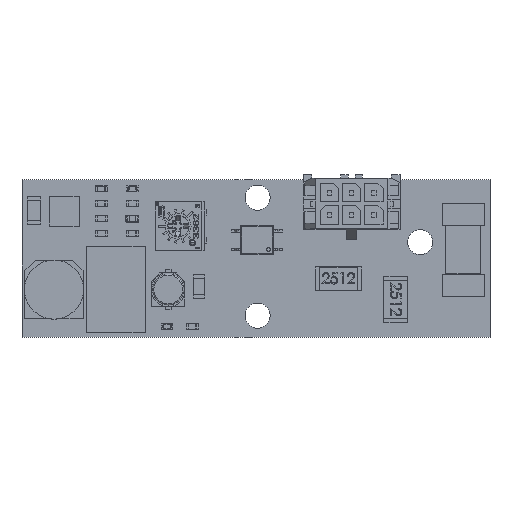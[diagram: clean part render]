
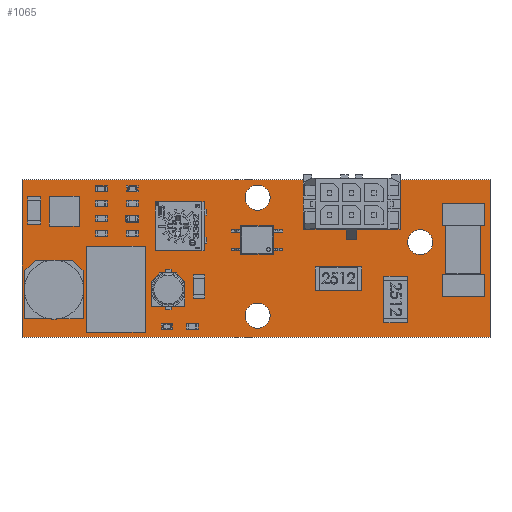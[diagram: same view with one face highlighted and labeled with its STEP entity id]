
A CAD part, top view. The second image highlights one B-rep face of the part: STEP entity #1065.
In plain terms, the highlighted planar face has unit normal (0, 0, 1).
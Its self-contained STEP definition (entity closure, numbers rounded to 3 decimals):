
#180 = VERTEX_POINT('',#181);
#181 = CARTESIAN_POINT('',(0.026,0.053,
    0.411));
#187 = EDGE_CURVE('',#180,#188,#190,.T.);
#188 = VERTEX_POINT('',#189);
#189 = CARTESIAN_POINT('',(63.461,0.053,0.411)
  );
#190 = LINE('',#191,#192);
#191 = CARTESIAN_POINT('',(0.026,0.053,
    0.411));
#192 = VECTOR('',#193,1.);
#193 = DIRECTION('',(1.,0.,0.));
#218 = EDGE_CURVE('',#188,#219,#221,.T.);
#219 = VERTEX_POINT('',#220);
#220 = CARTESIAN_POINT('',(63.461,21.453,0.411));
#221 = LINE('',#222,#223);
#222 = CARTESIAN_POINT('',(63.461,0.053,0.411)
  );
#223 = VECTOR('',#224,1.);
#224 = DIRECTION('',(0.,1.,0.));
#249 = EDGE_CURVE('',#219,#250,#252,.T.);
#250 = VERTEX_POINT('',#251);
#251 = CARTESIAN_POINT('',(0.026,21.453,0.411));
#252 = LINE('',#253,#254);
#253 = CARTESIAN_POINT('',(63.461,21.453,0.411));
#254 = VECTOR('',#255,1.);
#255 = DIRECTION('',(-1.,0.,0.));
#280 = EDGE_CURVE('',#250,#180,#281,.T.);
#281 = LINE('',#282,#283);
#282 = CARTESIAN_POINT('',(0.026,21.453,0.411));
#283 = VECTOR('',#284,1.);
#284 = DIRECTION('',(0.,-1.,0.));
#304 = VERTEX_POINT('',#305);
#305 = CARTESIAN_POINT('',(14.818,3.993,0.411));
#311 = EDGE_CURVE('',#304,#304,#312,.T.);
#312 = CIRCLE('',#313,0.6);
#313 = AXIS2_PLACEMENT_3D('',#314,#315,#316);
#314 = CARTESIAN_POINT('',(14.218,3.993,0.411));
#315 = DIRECTION('',(0.,0.,1.));
#316 = DIRECTION('',(1.,0.,0.));
#337 = VERTEX_POINT('',#338);
#338 = CARTESIAN_POINT('',(14.818,6.533,0.411));
#344 = EDGE_CURVE('',#337,#337,#345,.T.);
#345 = CIRCLE('',#346,0.6);
#346 = AXIS2_PLACEMENT_3D('',#347,#348,#349);
#347 = CARTESIAN_POINT('',(14.218,6.533,0.411));
#348 = DIRECTION('',(0.,0.,1.));
#349 = DIRECTION('',(1.,0.,0.));
#370 = VERTEX_POINT('',#371);
#371 = CARTESIAN_POINT('',(14.818,9.073,0.411));
#377 = EDGE_CURVE('',#370,#370,#378,.T.);
#378 = CIRCLE('',#379,0.6);
#379 = AXIS2_PLACEMENT_3D('',#380,#381,#382);
#380 = CARTESIAN_POINT('',(14.218,9.073,0.411));
#381 = DIRECTION('',(0.,0.,1.));
#382 = DIRECTION('',(1.,0.,0.));
#403 = VERTEX_POINT('',#404);
#404 = CARTESIAN_POINT('',(19.241,15.113,0.411));
#410 = EDGE_CURVE('',#403,#403,#411,.T.);
#411 = CIRCLE('',#412,0.318);
#412 = AXIS2_PLACEMENT_3D('',#413,#414,#415);
#413 = CARTESIAN_POINT('',(18.923,15.113,0.411));
#414 = DIRECTION('',(0.,0.,1.));
#415 = DIRECTION('',(1.,0.,0.));
#436 = VERTEX_POINT('',#437);
#437 = CARTESIAN_POINT('',(21.781,12.573,0.411));
#443 = EDGE_CURVE('',#436,#436,#444,.T.);
#444 = CIRCLE('',#445,0.318);
#445 = AXIS2_PLACEMENT_3D('',#446,#447,#448);
#446 = CARTESIAN_POINT('',(21.463,12.573,0.411));
#447 = DIRECTION('',(0.,0.,1.));
#448 = DIRECTION('',(1.,0.,0.));
#469 = VERTEX_POINT('',#470);
#470 = CARTESIAN_POINT('',(5.181,16.18,0.411));
#476 = EDGE_CURVE('',#469,#469,#477,.T.);
#477 = CIRCLE('',#478,0.45);
#478 = AXIS2_PLACEMENT_3D('',#479,#480,#481);
#479 = CARTESIAN_POINT('',(4.731,16.18,0.411));
#480 = DIRECTION('',(0.,0.,1.));
#481 = DIRECTION('',(1.,0.,0.));
#502 = VERTEX_POINT('',#503);
#503 = CARTESIAN_POINT('',(5.181,18.18,0.411));
#509 = EDGE_CURVE('',#502,#502,#510,.T.);
#510 = CIRCLE('',#511,0.45);
#511 = AXIS2_PLACEMENT_3D('',#512,#513,#514);
#512 = CARTESIAN_POINT('',(4.731,18.18,0.411));
#513 = DIRECTION('',(0.,0.,1.));
#514 = DIRECTION('',(1.,0.,0.));
#535 = VERTEX_POINT('',#536);
#536 = CARTESIAN_POINT('',(7.181,16.18,0.411));
#542 = EDGE_CURVE('',#535,#535,#543,.T.);
#543 = CIRCLE('',#544,0.45);
#544 = AXIS2_PLACEMENT_3D('',#545,#546,#547);
#545 = CARTESIAN_POINT('',(6.731,16.18,0.411));
#546 = DIRECTION('',(0.,0.,1.));
#547 = DIRECTION('',(1.,0.,0.));
#568 = VERTEX_POINT('',#569);
#569 = CARTESIAN_POINT('',(7.181,18.18,0.411));
#575 = EDGE_CURVE('',#568,#568,#576,.T.);
#576 = CIRCLE('',#577,0.45);
#577 = AXIS2_PLACEMENT_3D('',#578,#579,#580);
#578 = CARTESIAN_POINT('',(6.731,18.18,0.411));
#579 = DIRECTION('',(0.,0.,1.));
#580 = DIRECTION('',(1.,0.,0.));
#601 = VERTEX_POINT('',#602);
#602 = CARTESIAN_POINT('',(21.781,17.653,0.411));
#608 = EDGE_CURVE('',#601,#601,#609,.T.);
#609 = CIRCLE('',#610,0.318);
#610 = AXIS2_PLACEMENT_3D('',#611,#612,#613);
#611 = CARTESIAN_POINT('',(21.463,17.653,0.411));
#612 = DIRECTION('',(0.,0.,1.));
#613 = DIRECTION('',(1.,0.,0.));
#634 = VERTEX_POINT('',#635);
#635 = CARTESIAN_POINT('',(33.663,3.001,0.411));
#641 = EDGE_CURVE('',#634,#634,#642,.T.);
#642 = CIRCLE('',#643,1.7);
#643 = AXIS2_PLACEMENT_3D('',#644,#645,#646);
#644 = CARTESIAN_POINT('',(31.963,3.001,0.411));
#645 = DIRECTION('',(0.,0.,1.));
#646 = DIRECTION('',(1.,0.,0.));
#667 = VERTEX_POINT('',#668);
#668 = CARTESIAN_POINT('',(39.214,15.697,0.411));
#674 = EDGE_CURVE('',#667,#667,#675,.T.);
#675 = CIRCLE('',#676,0.51);
#676 = AXIS2_PLACEMENT_3D('',#677,#678,#679);
#677 = CARTESIAN_POINT('',(38.704,15.697,0.411));
#678 = DIRECTION('',(0.,0.,1.));
#679 = DIRECTION('',(1.,0.,0.));
#700 = VERTEX_POINT('',#701);
#701 = CARTESIAN_POINT('',(55.7,12.96,0.411));
#707 = EDGE_CURVE('',#700,#700,#708,.T.);
#708 = CIRCLE('',#709,1.7);
#709 = AXIS2_PLACEMENT_3D('',#710,#711,#712);
#710 = CARTESIAN_POINT('',(54.,12.96,0.411));
#711 = DIRECTION('',(0.,0.,1.));
#712 = DIRECTION('',(1.,0.,0.));
#733 = VERTEX_POINT('',#734);
#734 = CARTESIAN_POINT('',(42.214,16.637,0.411));
#740 = EDGE_CURVE('',#733,#733,#741,.T.);
#741 = CIRCLE('',#742,0.51);
#742 = AXIS2_PLACEMENT_3D('',#743,#744,#745);
#743 = CARTESIAN_POINT('',(41.704,16.637,0.411));
#744 = DIRECTION('',(0.,0.,1.));
#745 = DIRECTION('',(1.,0.,0.));
#766 = VERTEX_POINT('',#767);
#767 = CARTESIAN_POINT('',(51.214,15.697,0.411));
#773 = EDGE_CURVE('',#766,#766,#774,.T.);
#774 = CIRCLE('',#775,0.51);
#775 = AXIS2_PLACEMENT_3D('',#776,#777,#778);
#776 = CARTESIAN_POINT('',(50.704,15.697,0.411));
#777 = DIRECTION('',(0.,0.,1.));
#778 = DIRECTION('',(1.,0.,0.));
#799 = VERTEX_POINT('',#800);
#800 = CARTESIAN_POINT('',(45.214,16.637,0.411));
#806 = EDGE_CURVE('',#799,#799,#807,.T.);
#807 = CIRCLE('',#808,0.51);
#808 = AXIS2_PLACEMENT_3D('',#809,#810,#811);
#809 = CARTESIAN_POINT('',(44.704,16.637,0.411));
#810 = DIRECTION('',(0.,0.,1.));
#811 = DIRECTION('',(1.,0.,0.));
#832 = VERTEX_POINT('',#833);
#833 = CARTESIAN_POINT('',(33.663,18.991,0.411));
#839 = EDGE_CURVE('',#832,#832,#840,.T.);
#840 = CIRCLE('',#841,1.7);
#841 = AXIS2_PLACEMENT_3D('',#842,#843,#844);
#842 = CARTESIAN_POINT('',(31.963,18.991,0.411));
#843 = DIRECTION('',(0.,0.,1.));
#844 = DIRECTION('',(1.,0.,0.));
#865 = VERTEX_POINT('',#866);
#866 = CARTESIAN_POINT('',(42.214,19.637,0.411));
#872 = EDGE_CURVE('',#865,#865,#873,.T.);
#873 = CIRCLE('',#874,0.51);
#874 = AXIS2_PLACEMENT_3D('',#875,#876,#877);
#875 = CARTESIAN_POINT('',(41.704,19.637,0.411));
#876 = DIRECTION('',(0.,0.,1.));
#877 = DIRECTION('',(1.,0.,0.));
#898 = VERTEX_POINT('',#899);
#899 = CARTESIAN_POINT('',(48.214,16.637,0.411));
#905 = EDGE_CURVE('',#898,#898,#906,.T.);
#906 = CIRCLE('',#907,0.51);
#907 = AXIS2_PLACEMENT_3D('',#908,#909,#910);
#908 = CARTESIAN_POINT('',(47.704,16.637,0.411));
#909 = DIRECTION('',(0.,0.,1.));
#910 = DIRECTION('',(1.,0.,0.));
#931 = VERTEX_POINT('',#932);
#932 = CARTESIAN_POINT('',(45.214,19.637,0.411));
#938 = EDGE_CURVE('',#931,#931,#939,.T.);
#939 = CIRCLE('',#940,0.51);
#940 = AXIS2_PLACEMENT_3D('',#941,#942,#943);
#941 = CARTESIAN_POINT('',(44.704,19.637,0.411));
#942 = DIRECTION('',(0.,0.,1.));
#943 = DIRECTION('',(1.,0.,0.));
#964 = VERTEX_POINT('',#965);
#965 = CARTESIAN_POINT('',(48.214,19.637,0.411));
#971 = EDGE_CURVE('',#964,#964,#972,.T.);
#972 = CIRCLE('',#973,0.51);
#973 = AXIS2_PLACEMENT_3D('',#974,#975,#976);
#974 = CARTESIAN_POINT('',(47.704,19.637,0.411));
#975 = DIRECTION('',(0.,0.,1.));
#976 = DIRECTION('',(1.,0.,0.));
#1065 = ADVANCED_FACE('',(#1066,#1072,#1075,#1078,#1081,#1084,#1087,
    #1090,#1093,#1096,#1099,#1102,#1105,#1108,#1111,#1114,#1117,#1120,
    #1123,#1126,#1129,#1132),#1135,.F.);
#1066 = FACE_BOUND('',#1067,.T.);
#1067 = EDGE_LOOP('',(#1068,#1069,#1070,#1071));
#1068 = ORIENTED_EDGE('',*,*,#187,.T.);
#1069 = ORIENTED_EDGE('',*,*,#218,.T.);
#1070 = ORIENTED_EDGE('',*,*,#249,.T.);
#1071 = ORIENTED_EDGE('',*,*,#280,.T.);
#1072 = FACE_BOUND('',#1073,.F.);
#1073 = EDGE_LOOP('',(#1074));
#1074 = ORIENTED_EDGE('',*,*,#311,.T.);
#1075 = FACE_BOUND('',#1076,.F.);
#1076 = EDGE_LOOP('',(#1077));
#1077 = ORIENTED_EDGE('',*,*,#344,.T.);
#1078 = FACE_BOUND('',#1079,.F.);
#1079 = EDGE_LOOP('',(#1080));
#1080 = ORIENTED_EDGE('',*,*,#377,.T.);
#1081 = FACE_BOUND('',#1082,.F.);
#1082 = EDGE_LOOP('',(#1083));
#1083 = ORIENTED_EDGE('',*,*,#410,.T.);
#1084 = FACE_BOUND('',#1085,.F.);
#1085 = EDGE_LOOP('',(#1086));
#1086 = ORIENTED_EDGE('',*,*,#443,.T.);
#1087 = FACE_BOUND('',#1088,.F.);
#1088 = EDGE_LOOP('',(#1089));
#1089 = ORIENTED_EDGE('',*,*,#476,.T.);
#1090 = FACE_BOUND('',#1091,.F.);
#1091 = EDGE_LOOP('',(#1092));
#1092 = ORIENTED_EDGE('',*,*,#509,.T.);
#1093 = FACE_BOUND('',#1094,.F.);
#1094 = EDGE_LOOP('',(#1095));
#1095 = ORIENTED_EDGE('',*,*,#542,.T.);
#1096 = FACE_BOUND('',#1097,.F.);
#1097 = EDGE_LOOP('',(#1098));
#1098 = ORIENTED_EDGE('',*,*,#575,.T.);
#1099 = FACE_BOUND('',#1100,.F.);
#1100 = EDGE_LOOP('',(#1101));
#1101 = ORIENTED_EDGE('',*,*,#608,.T.);
#1102 = FACE_BOUND('',#1103,.F.);
#1103 = EDGE_LOOP('',(#1104));
#1104 = ORIENTED_EDGE('',*,*,#641,.T.);
#1105 = FACE_BOUND('',#1106,.F.);
#1106 = EDGE_LOOP('',(#1107));
#1107 = ORIENTED_EDGE('',*,*,#674,.T.);
#1108 = FACE_BOUND('',#1109,.F.);
#1109 = EDGE_LOOP('',(#1110));
#1110 = ORIENTED_EDGE('',*,*,#707,.T.);
#1111 = FACE_BOUND('',#1112,.F.);
#1112 = EDGE_LOOP('',(#1113));
#1113 = ORIENTED_EDGE('',*,*,#740,.T.);
#1114 = FACE_BOUND('',#1115,.F.);
#1115 = EDGE_LOOP('',(#1116));
#1116 = ORIENTED_EDGE('',*,*,#773,.T.);
#1117 = FACE_BOUND('',#1118,.F.);
#1118 = EDGE_LOOP('',(#1119));
#1119 = ORIENTED_EDGE('',*,*,#806,.T.);
#1120 = FACE_BOUND('',#1121,.F.);
#1121 = EDGE_LOOP('',(#1122));
#1122 = ORIENTED_EDGE('',*,*,#839,.T.);
#1123 = FACE_BOUND('',#1124,.F.);
#1124 = EDGE_LOOP('',(#1125));
#1125 = ORIENTED_EDGE('',*,*,#872,.T.);
#1126 = FACE_BOUND('',#1127,.F.);
#1127 = EDGE_LOOP('',(#1128));
#1128 = ORIENTED_EDGE('',*,*,#905,.T.);
#1129 = FACE_BOUND('',#1130,.F.);
#1130 = EDGE_LOOP('',(#1131));
#1131 = ORIENTED_EDGE('',*,*,#938,.T.);
#1132 = FACE_BOUND('',#1133,.F.);
#1133 = EDGE_LOOP('',(#1134));
#1134 = ORIENTED_EDGE('',*,*,#971,.T.);
#1135 = PLANE('',#1136);
#1136 = AXIS2_PLACEMENT_3D('',#1137,#1138,#1139);
#1137 = CARTESIAN_POINT('',(0.026,0.053,
    0.411));
#1138 = DIRECTION('',(0.,0.,-1.));
#1139 = DIRECTION('',(-1.,0.,0.));
